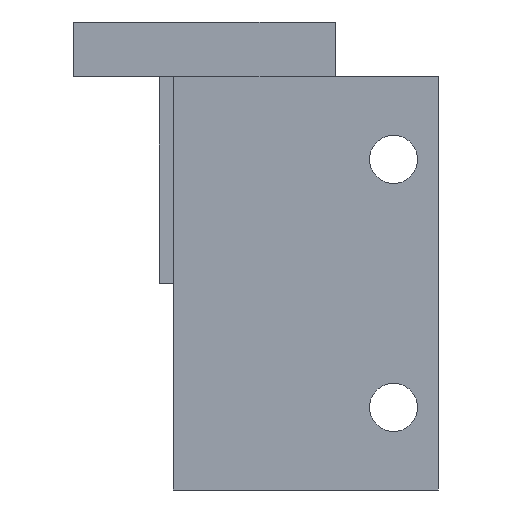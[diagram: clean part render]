
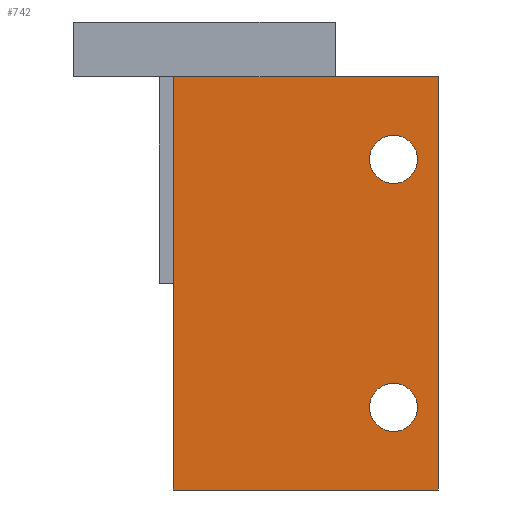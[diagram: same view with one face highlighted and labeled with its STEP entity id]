
A CAD part, left-side view. The second image highlights one B-rep face of the part: STEP entity #742.
In plain terms, the highlighted planar face has unit normal (-1, 0, 0).
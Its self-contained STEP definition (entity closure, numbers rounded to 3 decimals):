
#22=FACE_BOUND('',#127,.T.);
#23=FACE_BOUND('',#128,.T.);
#48=PLANE('',#805);
#82=FACE_OUTER_BOUND('',#126,.T.);
#126=EDGE_LOOP('',(#640,#641,#642,#643,#644));
#127=EDGE_LOOP('',(#645));
#128=EDGE_LOOP('',(#646));
#211=LINE('',#1183,#295);
#213=LINE('',#1186,#297);
#214=LINE('',#1188,#298);
#215=LINE('',#1190,#299);
#216=LINE('',#1191,#300);
#295=VECTOR('',#966,10.);
#297=VECTOR('',#970,10.);
#298=VECTOR('',#971,10.);
#299=VECTOR('',#972,10.);
#300=VECTOR('',#973,10.);
#325=CIRCLE('',#806,1.75);
#326=CIRCLE('',#807,1.75);
#372=VERTEX_POINT('',#1123);
#387=VERTEX_POINT('',#1180);
#388=VERTEX_POINT('',#1182);
#389=VERTEX_POINT('',#1187);
#390=VERTEX_POINT('',#1189);
#391=VERTEX_POINT('',#1192);
#392=VERTEX_POINT('',#1194);
#477=EDGE_CURVE('',#387,#388,#211,.T.);
#479=EDGE_CURVE('',#372,#387,#213,.T.);
#480=EDGE_CURVE('',#389,#372,#214,.T.);
#481=EDGE_CURVE('',#389,#390,#215,.T.);
#482=EDGE_CURVE('',#388,#390,#216,.T.);
#483=EDGE_CURVE('',#391,#391,#325,.T.);
#484=EDGE_CURVE('',#392,#392,#326,.T.);
#640=ORIENTED_EDGE('',*,*,#479,.F.);
#641=ORIENTED_EDGE('',*,*,#480,.F.);
#642=ORIENTED_EDGE('',*,*,#481,.T.);
#643=ORIENTED_EDGE('',*,*,#482,.F.);
#644=ORIENTED_EDGE('',*,*,#477,.F.);
#645=ORIENTED_EDGE('',*,*,#483,.T.);
#646=ORIENTED_EDGE('',*,*,#484,.T.);
#742=ADVANCED_FACE('',(#82,#22,#23),#48,.T.);
#805=AXIS2_PLACEMENT_3D('',#1185,#968,#969);
#806=AXIS2_PLACEMENT_3D('',#1193,#974,#975);
#807=AXIS2_PLACEMENT_3D('',#1195,#976,#977);
#966=DIRECTION('',(0.,0.,-1.));
#968=DIRECTION('center_axis',(-1.,0.,0.));
#969=DIRECTION('ref_axis',(0.,0.,1.));
#970=DIRECTION('',(0.,-1.,0.));
#971=DIRECTION('',(0.,-1.,0.));
#972=DIRECTION('',(0.,0.,-1.));
#973=DIRECTION('',(0.,1.,0.));
#974=DIRECTION('center_axis',(1.,0.,0.));
#975=DIRECTION('ref_axis',(0.,0.,-1.));
#976=DIRECTION('center_axis',(1.,0.,0.));
#977=DIRECTION('ref_axis',(0.,1.,0.));
#1123=CARTESIAN_POINT('',(-21.417,22.235,14.967));
#1180=CARTESIAN_POINT('',(-21.417,14.735,14.967));
#1182=CARTESIAN_POINT('',(-21.417,14.735,-15.033));
#1183=CARTESIAN_POINT('',(-21.417,14.735,-0.033));
#1185=CARTESIAN_POINT('Origin',(-21.417,21.75,-0.033));
#1186=CARTESIAN_POINT('',(-21.417,32.5,14.967));
#1187=CARTESIAN_POINT('',(-21.417,34.,14.967));
#1188=CARTESIAN_POINT('',(-21.417,32.5,14.967));
#1189=CARTESIAN_POINT('',(-21.417,34.,-15.033));
#1190=CARTESIAN_POINT('',(-21.417,34.,0.967));
#1191=CARTESIAN_POINT('',(-21.417,33.,-15.033));
#1192=CARTESIAN_POINT('',(-21.417,16.25,8.967));
#1193=CARTESIAN_POINT('Origin',(-21.417,18.,8.967));
#1194=CARTESIAN_POINT('',(-21.417,16.25,-9.033));
#1195=CARTESIAN_POINT('Origin',(-21.417,18.,-9.033));
